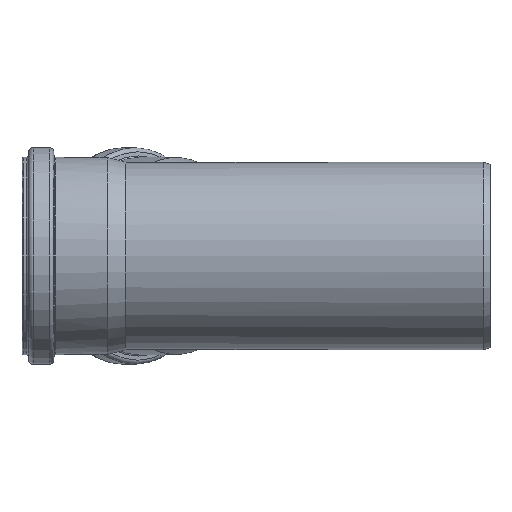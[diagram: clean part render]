
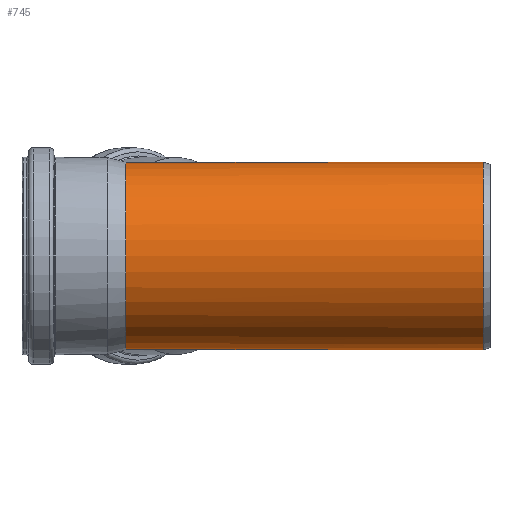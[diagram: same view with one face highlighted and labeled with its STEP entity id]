
A CAD part, left-side view. The second image highlights one B-rep face of the part: STEP entity #745.
In plain terms, the highlighted cylindrical face has radius 62.65 mm (diameter 125.3 mm), a full revolution.
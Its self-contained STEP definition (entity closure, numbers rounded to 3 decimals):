
#67=FACE_BOUND('',#305,.T.);
#103=CYLINDRICAL_SURFACE('',#847,62.65);
#114=CIRCLE('',#788,62.65);
#142=CIRCLE('',#848,62.65);
#215=FACE_OUTER_BOUND('',#304,.T.);
#304=EDGE_LOOP('',(#647,#648,#649,#650,#651,#652));
#305=EDGE_LOOP('',(#653));
#361=B_SPLINE_CURVE_WITH_KNOTS('',3,(#1381,#1382,#1383,#1384,#1385,#1386,
#1387,#1388,#1389,#1390),.UNSPECIFIED.,.F.,.F.,(4,3,3,4),(1.402,
1.418,1.435,1.453),.UNSPECIFIED.);
#366=B_SPLINE_CURVE_WITH_KNOTS('',3,(#1473,#1474,#1475,#1476,#1477,#1478,
#1479),.UNSPECIFIED.,.F.,.F.,(4,3,4),(0.,0.02,0.031),
 .UNSPECIFIED.);
#370=ELLIPSE('',#772,168.183,62.65);
#375=ELLIPSE('',#777,168.183,62.65);
#377=ELLIPSE('',#779,68.133,62.65);
#382=VERTEX_POINT('',#1186);
#383=VERTEX_POINT('',#1187);
#392=VERTEX_POINT('',#1376);
#396=VERTEX_POINT('',#1443);
#397=VERTEX_POINT('',#1472);
#399=VERTEX_POINT('',#1544);
#430=VERTEX_POINT('',#1687);
#453=EDGE_CURVE('',#382,#383,#370,.T.);
#464=EDGE_CURVE('',#382,#392,#361,.T.);
#469=EDGE_CURVE('',#397,#396,#366,.T.);
#474=EDGE_CURVE('',#399,#396,#375,.T.);
#476=EDGE_CURVE('',#383,#399,#377,.T.);
#481=EDGE_CURVE('',#397,#392,#114,.T.);
#513=EDGE_CURVE('',#430,#430,#142,.T.);
#647=ORIENTED_EDGE('',*,*,#464,.T.);
#648=ORIENTED_EDGE('',*,*,#481,.F.);
#649=ORIENTED_EDGE('',*,*,#469,.T.);
#650=ORIENTED_EDGE('',*,*,#474,.F.);
#651=ORIENTED_EDGE('',*,*,#476,.F.);
#652=ORIENTED_EDGE('',*,*,#453,.F.);
#653=ORIENTED_EDGE('',*,*,#513,.T.);
#745=ADVANCED_FACE('',(#215,#67),#103,.T.);
#772=AXIS2_PLACEMENT_3D('',#1188,#897,#898);
#777=AXIS2_PLACEMENT_3D('',#1546,#907,#908);
#779=AXIS2_PLACEMENT_3D('',#1588,#911,#912);
#788=AXIS2_PLACEMENT_3D('',#1598,#929,#930);
#847=AXIS2_PLACEMENT_3D('',#1686,#1047,#1048);
#848=AXIS2_PLACEMENT_3D('',#1688,#1049,#1050);
#897=DIRECTION('center_axis',(0.928,-0.373,0.));
#898=DIRECTION('ref_axis',(0.373,0.928,0.));
#907=DIRECTION('center_axis',(0.928,-0.373,0.));
#908=DIRECTION('ref_axis',(0.373,0.928,0.));
#911=DIRECTION('center_axis',(0.393,0.92,0.));
#912=DIRECTION('ref_axis',(0.92,-0.393,0.));
#929=DIRECTION('center_axis',(0.,1.,0.));
#930=DIRECTION('ref_axis',(1.,0.,0.));
#1047=DIRECTION('center_axis',(0.,1.,0.));
#1048=DIRECTION('ref_axis',(-1.,0.,0.));
#1049=DIRECTION('center_axis',(0.,1.,0.));
#1050=DIRECTION('ref_axis',(1.,0.,0.));
#1186=CARTESIAN_POINT('',(57.807,243.514,24.153));
#1187=CARTESIAN_POINT('',(0.,99.5,62.65));
#1188=CARTESIAN_POINT('Origin',(0.,99.5,
0.));
#1376=CARTESIAN_POINT('',(57.696,243.603,24.418));
#1381=CARTESIAN_POINT('Ctrl Pts',(57.808,243.514,24.153));
#1382=CARTESIAN_POINT('Ctrl Pts',(57.797,243.532,24.177));
#1383=CARTESIAN_POINT('Ctrl Pts',(57.787,243.548,24.203));
#1384=CARTESIAN_POINT('Ctrl Pts',(57.775,243.561,24.23));
#1385=CARTESIAN_POINT('Ctrl Pts',(57.763,243.575,24.259));
#1386=CARTESIAN_POINT('Ctrl Pts',(57.75,243.586,24.289));
#1387=CARTESIAN_POINT('Ctrl Pts',(57.737,243.592,24.32));
#1388=CARTESIAN_POINT('Ctrl Pts',(57.723,243.599,24.352));
#1389=CARTESIAN_POINT('Ctrl Pts',(57.71,243.603,24.385));
#1390=CARTESIAN_POINT('Ctrl Pts',(57.696,243.603,24.418));
#1443=CARTESIAN_POINT('',(57.807,243.514,-24.153));
#1472=CARTESIAN_POINT('',(57.696,243.603,-24.418));
#1473=CARTESIAN_POINT('Ctrl Pts',(57.696,243.603,-24.418));
#1474=CARTESIAN_POINT('Ctrl Pts',(57.722,243.603,-24.356));
#1475=CARTESIAN_POINT('Ctrl Pts',(57.747,243.591,-24.296));
#1476=CARTESIAN_POINT('Ctrl Pts',(57.772,243.565,-24.239));
#1477=CARTESIAN_POINT('Ctrl Pts',(57.784,243.552,-24.208));
#1478=CARTESIAN_POINT('Ctrl Pts',(57.796,243.534,-24.18));
#1479=CARTESIAN_POINT('Ctrl Pts',(57.808,243.514,-24.153));
#1544=CARTESIAN_POINT('',(0.,99.5,-62.65));
#1546=CARTESIAN_POINT('Origin',(0.,99.5,
0.));
#1588=CARTESIAN_POINT('Origin',(0.,99.5,
0.));
#1598=CARTESIAN_POINT('Origin',(0.,243.603,
0.));
#1686=CARTESIAN_POINT('Origin',(0.,243.054,0.));
#1687=CARTESIAN_POINT('',(-62.65,4.5,0.));
#1688=CARTESIAN_POINT('Origin',(0.,4.5,
0.));
